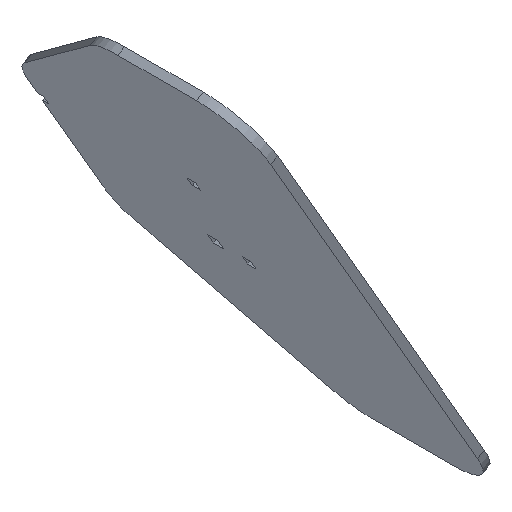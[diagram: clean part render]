
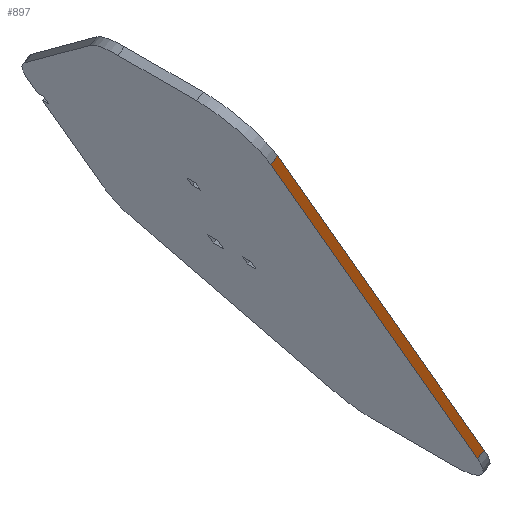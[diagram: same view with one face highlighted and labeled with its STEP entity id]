
A CAD part, isometric view. The second image highlights one B-rep face of the part: STEP entity #897.
In plain terms, the highlighted planar face has unit normal (0, -1, 0).
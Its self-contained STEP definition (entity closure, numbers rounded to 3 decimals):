
#8 = EDGE_CURVE ( 'NONE', #1039, #842, #720, .T. ) ;
#39 = CARTESIAN_POINT ( 'NONE',  ( -708.946, -1249.305, -1147.12 ) ) ;
#70 = DIRECTION ( 'NONE',  ( 0.866, 0., 0.5 ) ) ;
#191 = VERTEX_POINT ( 'NONE', #192 ) ;
#192 = CARTESIAN_POINT ( 'NONE',  ( -601.121, -1249.305, -1325.88 ) ) ;
#195 = ORIENTED_EDGE ( 'NONE', *, *, #987, .T. ) ;
#236 = VECTOR ( 'NONE', #70, 1000. ) ;
#286 = CARTESIAN_POINT ( 'NONE',  ( -705.482, -1249.305, -1145.12 ) ) ;
#296 = VECTOR ( 'NONE', #310, 1000. ) ;
#310 = DIRECTION ( 'NONE',  ( -0.5, 0., 0.866 ) ) ;
#362 = ORIENTED_EDGE ( 'NONE', *, *, #8, .F. ) ;
#379 = DIRECTION ( 'NONE',  ( -0.5, 0., 0.866 ) ) ;
#535 = PLANE ( 'NONE',  #779 ) ;
#568 = DIRECTION ( 'NONE',  ( -0.5, 0., 0.866 ) ) ;
#601 = VERTEX_POINT ( 'NONE', #619 ) ;
#619 = CARTESIAN_POINT ( 'NONE',  ( -705.482, -1249.305, -1145.12 ) ) ;
#646 = CARTESIAN_POINT ( 'NONE',  ( -717.982, -1249.305, -1123.47 ) ) ;
#658 = CARTESIAN_POINT ( 'NONE',  ( -604.585, -1249.305, -1327.88 ) ) ;
#699 = CARTESIAN_POINT ( 'NONE',  ( -717.982, -1249.305, -1123.47 ) ) ;
#715 = EDGE_CURVE ( 'NONE', #842, #601, #855, .T. ) ;
#720 = LINE ( 'NONE', #960, #296 ) ;
#757 = EDGE_LOOP ( 'NONE', ( #945, #362, #954, #195 ) ) ;
#779 = AXIS2_PLACEMENT_3D ( 'NONE', #699, #861, #379 ) ;
#842 = VERTEX_POINT ( 'NONE', #39 ) ;
#855 = LINE ( 'NONE', #286, #1018 ) ;
#861 = DIRECTION ( 'NONE',  ( 0., 1., 0. ) ) ;
#883 = CARTESIAN_POINT ( 'NONE',  ( -601.121, -1249.305, -1325.88 ) ) ;
#897 = ADVANCED_FACE ( 'NONE', ( #940 ), #535, .F. ) ;
#899 = LINE ( 'NONE', #883, #236 ) ;
#917 = VECTOR ( 'NONE', #568, 1000. ) ;
#940 = FACE_OUTER_BOUND ( 'NONE', #757, .T. ) ;
#945 = ORIENTED_EDGE ( 'NONE', *, *, #715, .F. ) ;
#954 = ORIENTED_EDGE ( 'NONE', *, *, #963, .T. ) ;
#960 = CARTESIAN_POINT ( 'NONE',  ( -1028.427, -1249.305, -593.763 ) ) ;
#963 = EDGE_CURVE ( 'NONE', #1039, #191, #899, .T. ) ;
#987 = EDGE_CURVE ( 'NONE', #191, #601, #1047, .T. ) ;
#997 = DIRECTION ( 'NONE',  ( 0.866, 0., 0.5 ) ) ;
#1018 = VECTOR ( 'NONE', #997, 1000. ) ;
#1039 = VERTEX_POINT ( 'NONE', #658 ) ;
#1047 = LINE ( 'NONE', #646, #917 ) ;
